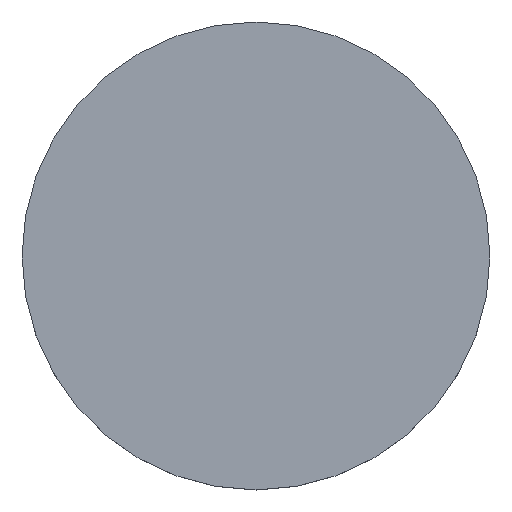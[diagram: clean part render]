
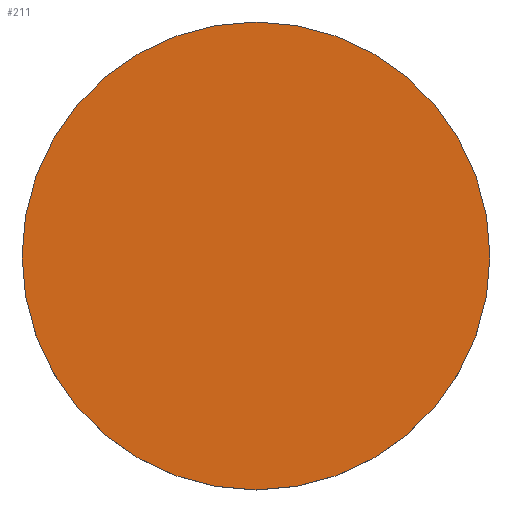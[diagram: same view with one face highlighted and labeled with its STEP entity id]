
A CAD part, top view. The second image highlights one B-rep face of the part: STEP entity #211.
In plain terms, the highlighted planar face has unit normal (0, 0, 1).
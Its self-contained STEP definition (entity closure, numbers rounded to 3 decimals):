
#7 = DIRECTION ( 'NONE',  ( 1., 0., 0. ) ) ;
#10 = CIRCLE ( 'NONE', #156, 12.7 ) ;
#37 = DIRECTION ( 'NONE',  ( 0., 0., -1. ) ) ;
#41 = VERTEX_POINT ( 'NONE', #219 ) ;
#42 = CARTESIAN_POINT ( 'NONE',  ( 0., 26.112, 3. ) ) ;
#56 = ORIENTED_EDGE ( 'NONE', *, *, #179, .F. ) ;
#70 = DIRECTION ( 'NONE',  ( 1., 0., 0. ) ) ;
#72 = DIRECTION ( 'NONE',  ( 0., 0., -1. ) ) ;
#77 = AXIS2_PLACEMENT_3D ( 'NONE', #42, #188, #7 ) ;
#78 = FACE_OUTER_BOUND ( 'NONE', #231, .T. ) ;
#89 = ORIENTED_EDGE ( 'NONE', *, *, #192, .F. ) ;
#108 = CARTESIAN_POINT ( 'NONE',  ( -12.7, 0., 3. ) ) ;
#138 = VERTEX_POINT ( 'NONE', #108 ) ;
#155 = CIRCLE ( 'NONE', #220, 12.7 ) ;
#156 = AXIS2_PLACEMENT_3D ( 'NONE', #221, #37, #183 ) ;
#179 = EDGE_CURVE ( 'NONE', #138, #41, #10, .T. ) ;
#183 = DIRECTION ( 'NONE',  ( 1., 0., 0. ) ) ;
#188 = DIRECTION ( 'NONE',  ( 0., 0., 1. ) ) ;
#192 = EDGE_CURVE ( 'NONE', #41, #138, #155, .T. ) ;
#201 = PLANE ( 'NONE',  #77 ) ;
#211 = ADVANCED_FACE ( 'NONE', ( #78 ), #201, .T. ) ;
#219 = CARTESIAN_POINT ( 'NONE',  ( 12.7, 0., 3. ) ) ;
#220 = AXIS2_PLACEMENT_3D ( 'NONE', #226, #72, #70 ) ;
#221 = CARTESIAN_POINT ( 'NONE',  ( 0., 0., 3. ) ) ;
#226 = CARTESIAN_POINT ( 'NONE',  ( 0., 0., 3. ) ) ;
#231 = EDGE_LOOP ( 'NONE', ( #89, #56 ) ) ;
